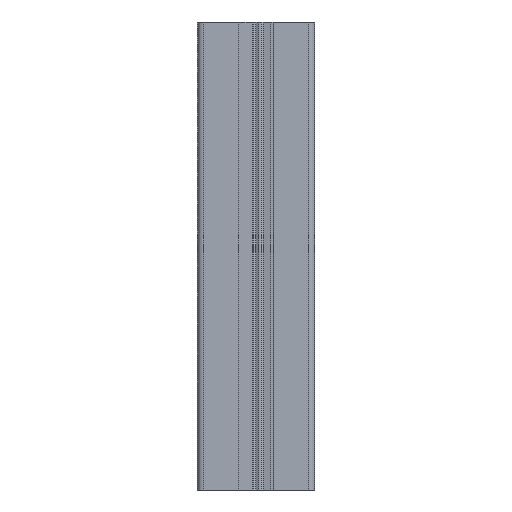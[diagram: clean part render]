
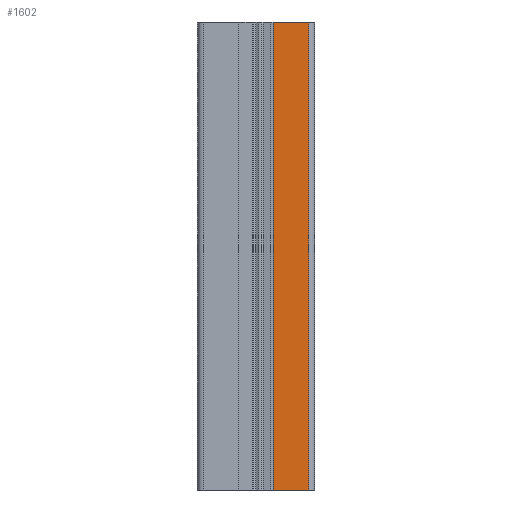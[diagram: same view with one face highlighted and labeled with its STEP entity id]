
A CAD part, left-side view. The second image highlights one B-rep face of the part: STEP entity #1602.
In plain terms, the highlighted planar face has unit normal (-1, 0, 0).
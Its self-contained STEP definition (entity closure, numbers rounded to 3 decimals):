
#73=ORIENTED_EDGE('',*,*,#545,.F.);
#74=ORIENTED_EDGE('',*,*,#544,.F.);
#75=ORIENTED_EDGE('',*,*,#546,.T.);
#76=ORIENTED_EDGE('',*,*,#547,.T.);
#544=EDGE_CURVE('',#780,#778,#940,.T.);
#545=EDGE_CURVE('',#778,#781,#941,.T.);
#546=EDGE_CURVE('',#780,#782,#942,.T.);
#547=EDGE_CURVE('',#782,#781,#943,.T.);
#778=VERTEX_POINT('',#2260);
#780=VERTEX_POINT('',#2264);
#781=VERTEX_POINT('',#2268);
#782=VERTEX_POINT('',#2270);
#940=LINE('',#2265,#1144);
#941=LINE('',#2267,#1145);
#942=LINE('',#2269,#1146);
#943=LINE('',#2271,#1147);
#1144=VECTOR('',#1823,1000.);
#1145=VECTOR('',#1826,1000.);
#1146=VECTOR('',#1827,1000.);
#1147=VECTOR('',#1828,1000.);
#1346=EDGE_LOOP('',(#73,#74,#75,#76));
#1440=FACE_BOUND('',#1346,.T.);
#1534=PLANE('',#1700);
#1602=ADVANCED_FACE('',(#1440),#1534,.T.);
#1700=AXIS2_PLACEMENT_3D('',#2266,#1824,#1825);
#1823=DIRECTION('',(0.,0.,1.));
#1824=DIRECTION('',(-1.,0.,0.));
#1825=DIRECTION('',(0.,0.,1.));
#1826=DIRECTION('',(0.,-1.,0.));
#1827=DIRECTION('',(0.,-1.,0.));
#1828=DIRECTION('',(0.,0.,1.));
#2260=CARTESIAN_POINT('',(-10.,-3.,0.));
#2264=CARTESIAN_POINT('',(-10.,-3.,-80.));
#2265=CARTESIAN_POINT('',(-10.,-3.,-80.));
#2266=CARTESIAN_POINT('',(-10.,-3.,-80.));
#2267=CARTESIAN_POINT('',(-10.,-3.,0.));
#2268=CARTESIAN_POINT('',(-10.,-9.,0.));
#2269=CARTESIAN_POINT('',(-10.,-3.,-80.));
#2270=CARTESIAN_POINT('',(-10.,-9.,-80.));
#2271=CARTESIAN_POINT('',(-10.,-9.,-80.));
